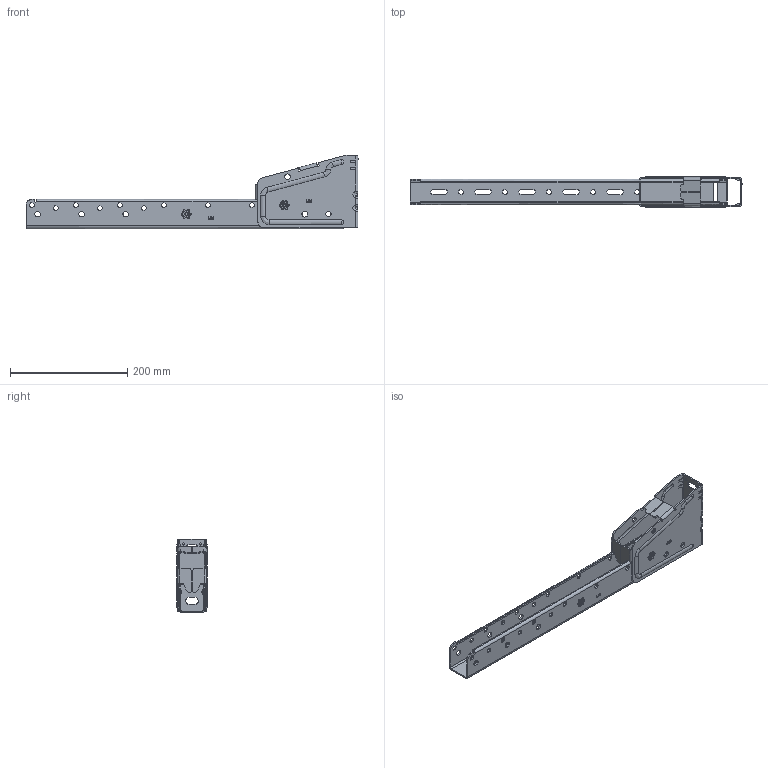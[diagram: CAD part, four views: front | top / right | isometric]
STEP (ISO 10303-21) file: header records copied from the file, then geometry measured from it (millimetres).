
FILE_DESCRIPTION(/* description */ (''),/* implementation_level */ '2;1');
FILE_NAME(/* name */ 'LPDXCO~1',/* time_stamp */ '2021-03-05T10:03:32+01:00',/* author */ (''),/* organization */ (''),/* preprocessor_version */ 'ST-DEVELOPER v15',/* originating_system */ '',/* authorisation */ '');
FILE_SCHEMA (('AUTOMOTIVE_DESIGN'));
Products named in the file (1): Document
Bounding box: 565.5 x 52 x 125 mm (x, y, z)
Surface area: 240831.5 mm2 (no closed solid volume)
Topology: 0 solids, 1 shells, 1223 faces, 3337 edges, 2184 vertices
Faces by surface type: bspline 1223
Entity records: 92742 total; most frequent: CARTESIAN_POINT 53941, ORIENTED_EDGE 6614, PCURVE 6614, DEFINITIONAL_REPRESENTATION 6614, B_SPLINE_CURVE_WITH_KNOTS 5698, SURFACE_CURVE 3317, EDGE_CURVE 3317, VERTEX_POINT 2184
